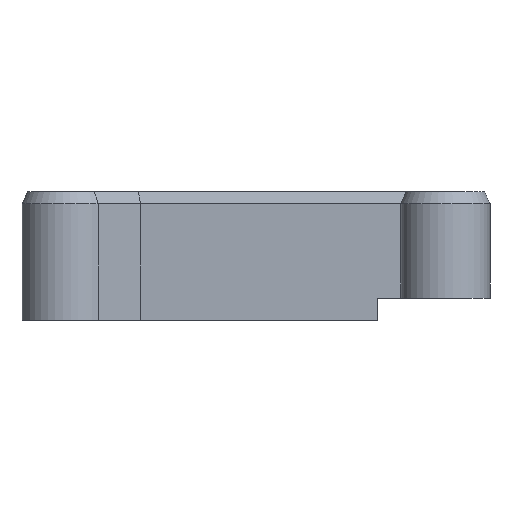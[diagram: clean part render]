
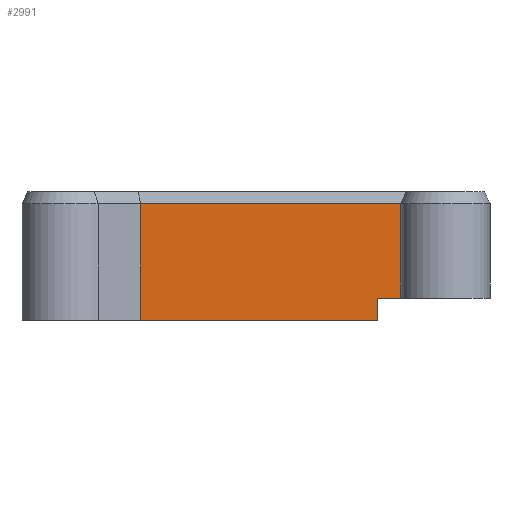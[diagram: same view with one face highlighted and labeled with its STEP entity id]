
A CAD part, left-side view. The second image highlights one B-rep face of the part: STEP entity #2991.
In plain terms, the highlighted planar face has unit normal (-1, 0, 0).
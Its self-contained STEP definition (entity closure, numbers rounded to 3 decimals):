
#391=FACE_OUTER_BOUND('',#572,.T.);
#572=EDGE_LOOP('',(#2454,#2455,#2456,#2457,#2458,#2459));
#787=LINE('',#4984,#1058);
#814=LINE('',#5046,#1085);
#815=LINE('',#5048,#1086);
#816=LINE('',#5050,#1087);
#817=LINE('',#5052,#1088);
#818=LINE('',#5053,#1089);
#1058=VECTOR('',#3892,10.);
#1085=VECTOR('',#3959,10.);
#1086=VECTOR('',#3960,10.);
#1087=VECTOR('',#3961,10.);
#1088=VECTOR('',#3962,10.);
#1089=VECTOR('',#3963,10.);
#1372=VERTEX_POINT('',#4981);
#1373=VERTEX_POINT('',#4983);
#1388=VERTEX_POINT('',#5045);
#1389=VERTEX_POINT('',#5047);
#1390=VERTEX_POINT('',#5049);
#1391=VERTEX_POINT('',#5051);
#1747=EDGE_CURVE('',#1372,#1373,#787,.T.);
#1778=EDGE_CURVE('',#1372,#1388,#814,.T.);
#1779=EDGE_CURVE('',#1389,#1388,#815,.T.);
#1780=EDGE_CURVE('',#1390,#1389,#816,.T.);
#1781=EDGE_CURVE('',#1391,#1390,#817,.T.);
#1782=EDGE_CURVE('',#1391,#1373,#818,.T.);
#2454=ORIENTED_EDGE('',*,*,#1747,.F.);
#2455=ORIENTED_EDGE('',*,*,#1778,.T.);
#2456=ORIENTED_EDGE('',*,*,#1779,.F.);
#2457=ORIENTED_EDGE('',*,*,#1780,.F.);
#2458=ORIENTED_EDGE('',*,*,#1781,.F.);
#2459=ORIENTED_EDGE('',*,*,#1782,.T.);
#2831=PLANE('',#3273);
#2991=ADVANCED_FACE('',(#391),#2831,.T.);
#3273=AXIS2_PLACEMENT_3D('',#5044,#3957,#3958);
#3892=DIRECTION('',(0.,-1.,0.));
#3957=DIRECTION('center_axis',(-1.,0.,0.));
#3958=DIRECTION('ref_axis',(0.,-1.,0.));
#3959=DIRECTION('',(0.,0.,-1.));
#3960=DIRECTION('',(0.,1.,0.));
#3961=DIRECTION('',(0.,0.,-1.));
#3962=DIRECTION('',(0.,1.,0.));
#3963=DIRECTION('',(0.,0.,1.));
#4981=CARTESIAN_POINT('',(-26.902,13.618,10.078));
#4983=CARTESIAN_POINT('',(-26.902,-9.725,10.078));
#4984=CARTESIAN_POINT('',(-26.902,8.131,10.078));
#5044=CARTESIAN_POINT('Origin',(-26.902,16.275,1.6));
#5045=CARTESIAN_POINT('',(-26.902,13.618,-0.4));
#5046=CARTESIAN_POINT('',(-26.902,13.618,6.375));
#5047=CARTESIAN_POINT('',(-26.902,-7.625,-0.4));
#5048=CARTESIAN_POINT('',(-26.902,-9.725,-0.4));
#5049=CARTESIAN_POINT('',(-26.902,-7.625,1.6));
#5050=CARTESIAN_POINT('',(-26.902,-7.625,1.6));
#5051=CARTESIAN_POINT('',(-26.902,-9.725,1.6));
#5052=CARTESIAN_POINT('',(-26.902,-8.725,1.6));
#5053=CARTESIAN_POINT('',(-26.902,-9.725,1.6));
